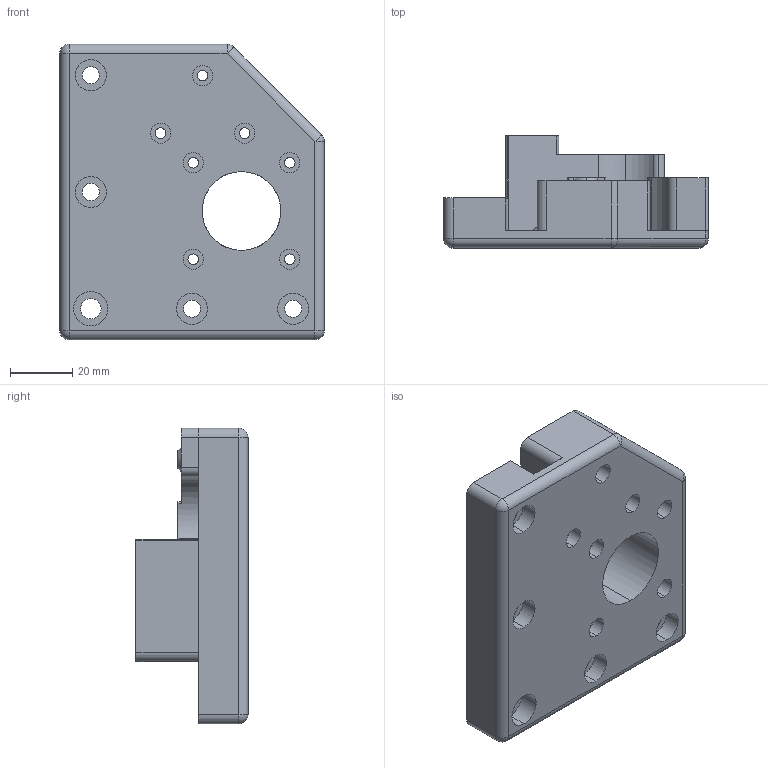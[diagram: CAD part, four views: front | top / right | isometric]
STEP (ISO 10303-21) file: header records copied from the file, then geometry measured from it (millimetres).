
FILE_DESCRIPTION (( 'STEP AP203' ), '1' );
FILE_NAME ('blv-10mm-motor bracket right top_v1.STEP', '2019-06-05T08:20:55', ( '' ), ( '' ), 'SwSTEP 2.0', 'SolidWorks 2016', '' );
FILE_SCHEMA (( 'CONFIG_CONTROL_DESIGN' ));
Length unit declared in the file: millimetre
Products named in the file (2): blv-10mm-motor bracket right top_v1
Bounding box: 85 x 36 x 95 mm (x, y, z)
Volume: 116701.6 mm3; surface area: 29449.8 mm2
Topology: 1 solids, 1 shells, 162 faces, 424 edges, 275 vertices
Faces by surface type: cylinder 89, plane 49, bspline 13, cone 6, sphere 5
Entity records: 5801 total; most frequent: CARTESIAN_POINT 1520, DIRECTION 896, ORIENTED_EDGE 840, EDGE_CURVE 420, AXIS2_PLACEMENT_3D 351, VERTEX_POINT 275, EDGE_LOOP 203, CIRCLE 200
